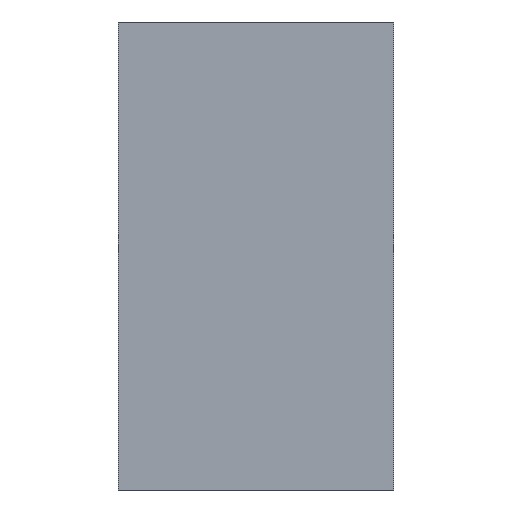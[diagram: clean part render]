
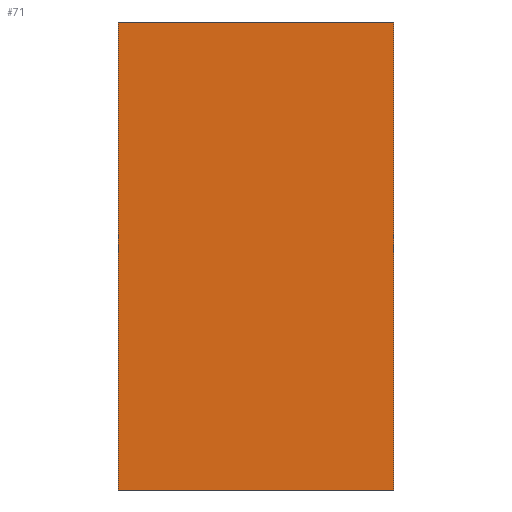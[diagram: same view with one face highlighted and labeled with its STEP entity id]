
A CAD part, left-side view. The second image highlights one B-rep face of the part: STEP entity #71.
In plain terms, the highlighted planar face has unit normal (-1, 0, 0).
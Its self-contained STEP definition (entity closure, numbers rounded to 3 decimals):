
#11=CARTESIAN_POINT('POINT3',(-455.,150.,510.));
#12=VERTEX_POINT('VERTEX3',#11);
#19=CARTESIAN_POINT('POINT4',(-455.,-150.,510.));
#20=VERTEX_POINT('VERTEX4',#19);
#21=CARTESIAN_POINT('POS3',(-455.,0.,510.));
#22=DIRECTION('DIR3',(0.,-1.,0.));
#23=VECTOR('VEC3',#22,1.);
#24=LINE('STRAIGHT3',#21,#23);
#25=EDGE_CURVE('EDGE3',#12,#20,#24,.T.);
#41=CARTESIAN_POINT('POINT5',(-455.,-150.,0.));
#42=VERTEX_POINT('VERTEX5',#41);
#43=CARTESIAN_POINT('POS6',(-455.,-150.,505.));
#44=DIRECTION('DIR7',(0.,0.,-1.));
#45=VECTOR('VEC5',#44,1.);
#46=LINE('STRAIGHT5',#43,#45);
#47=EDGE_CURVE('EDGE5',#20,#42,#46,.T.);
#48=ORIENTED_EDGE('COEDGE5',*,*,#47,.F.);
#49=ORIENTED_EDGE('COEDGE6',*,*,#25,.F.);
#50=CARTESIAN_POINT('POINT6',(-455.,150.,0.));
#51=VERTEX_POINT('VERTEX6',#50);
#52=CARTESIAN_POINT('POS7',(-455.,150.,255.));
#53=DIRECTION('DIR8',(0.,0.,-1.));
#54=VECTOR('VEC6',#53,1.);
#55=LINE('STRAIGHT6',#52,#54);
#56=EDGE_CURVE('EDGE6',#12,#51,#55,.T.);
#57=ORIENTED_EDGE('COEDGE7',*,*,#56,.T.);
#58=CARTESIAN_POINT('POS8',(-455.,0.,0.));
#59=DIRECTION('DIR9',(0.,1.,0.));
#60=VECTOR('VEC7',#59,1.);
#61=LINE('STRAIGHT7',#58,#60);
#62=EDGE_CURVE('EDGE7',#42,#51,#61,.T.);
#63=ORIENTED_EDGE('COEDGE8',*,*,#62,.F.);
#64=EDGE_LOOP('NONE',(#48,#49,#57,#63));
#65=FACE_BOUND('LOOP1',#64,.T.);
#66=CARTESIAN_POINT('POS9',(-455.,0.,255.));
#67=DIRECTION('DIR10',(1.,0.,0.));
#68=DIRECTION('DIR11',(0.,1.,0.));
#69=AXIS2_PLACEMENT_3D('AXIS2',#66,#67,#68);
#70=PLANE('PLANE2',#69);
#71=ADVANCED_FACE('FACE2',(#65),#70,.F.);
